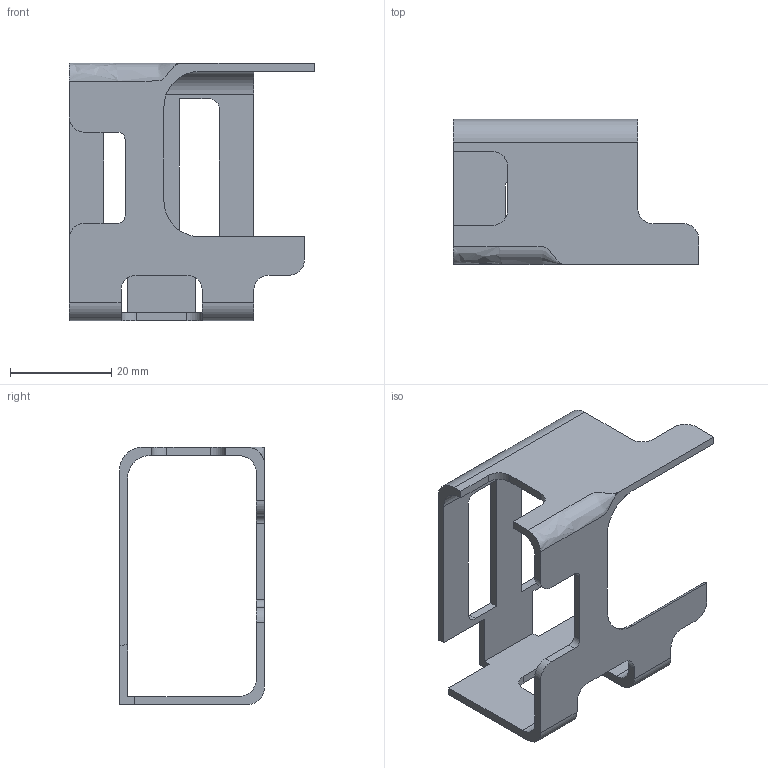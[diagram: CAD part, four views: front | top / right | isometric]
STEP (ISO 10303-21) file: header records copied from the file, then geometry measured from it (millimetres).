
FILE_DESCRIPTION(/* description */ (''),/* implementation_level */ '2;1');
FILE_NAME(/* name */ 'GoPro Hero 8 Holder v20.step',/* time_stamp */ '2020-11-08T18:00:23+01:00',/* author */ (''),/* organization */ (''),/* preprocessor_version */ 'ST-DEVELOPER v18.1',/* originating_system */ 'Autodesk Translation Framework v9.3.0.1241',/* authorisation */ '');
FILE_SCHEMA (('AUTOMOTIVE_DESIGN { 1 0 10303 214 3 1 1 }'));
Length unit declared in the file: millimetre
Products named in the file (1): GoPro Hero 8 Holder
Bounding box: 48.4 x 28.6 x 50.8 mm (x, y, z)
Volume: 5762.4 mm3; surface area: 8044.5 mm2
Topology: 1 solids, 1 shells, 73 faces, 225 edges, 148 vertices
Faces by surface type: plane 39, cylinder 29, bspline 3, torus 2
Entity records: 2836 total; most frequent: CARTESIAN_POINT 748, ORIENTED_EDGE 446, DIRECTION 423, EDGE_CURVE 223, LINE 153, VECTOR 153, VERTEX_POINT 148, AXIS2_PLACEMENT_3D 135
